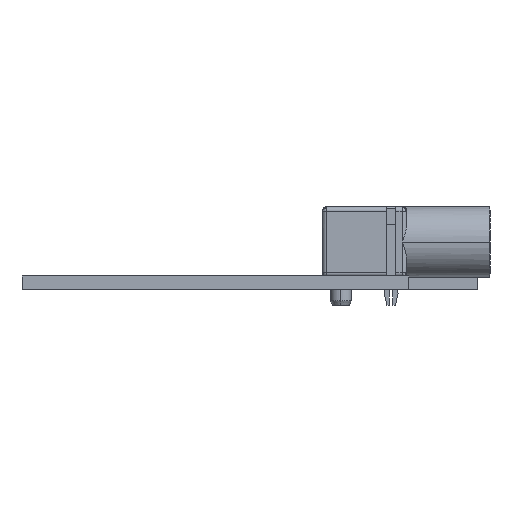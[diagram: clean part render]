
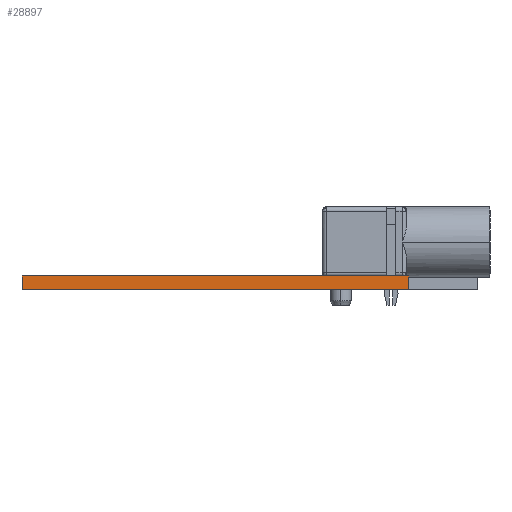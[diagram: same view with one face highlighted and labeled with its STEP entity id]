
A CAD part, left-side view. The second image highlights one B-rep face of the part: STEP entity #28897.
In plain terms, the highlighted planar face has unit normal (-1, 0, 0).
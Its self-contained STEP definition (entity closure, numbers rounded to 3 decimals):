
#27836 = VERTEX_POINT('',#27837);
#27837 = CARTESIAN_POINT('',(85.68,-100.,0.));
#27843 = EDGE_CURVE('',#27836,#27844,#27846,.T.);
#27844 = VERTEX_POINT('',#27845);
#27845 = CARTESIAN_POINT('',(85.68,-55.,0.));
#27846 = LINE('',#27847,#27848);
#27847 = CARTESIAN_POINT('',(85.68,-100.,0.));
#27848 = VECTOR('',#27849,1.);
#27849 = DIRECTION('',(0.,1.,0.));
#28357 = VERTEX_POINT('',#28358);
#28358 = CARTESIAN_POINT('',(85.68,-100.,1.6));
#28364 = EDGE_CURVE('',#28357,#28365,#28367,.T.);
#28365 = VERTEX_POINT('',#28366);
#28366 = CARTESIAN_POINT('',(85.68,-55.,1.6));
#28367 = LINE('',#28368,#28369);
#28368 = CARTESIAN_POINT('',(85.68,-100.,1.6));
#28369 = VECTOR('',#28370,1.);
#28370 = DIRECTION('',(0.,1.,0.));
#28867 = EDGE_CURVE('',#27844,#28365,#28868,.T.);
#28868 = LINE('',#28869,#28870);
#28869 = CARTESIAN_POINT('',(85.68,-55.,0.));
#28870 = VECTOR('',#28871,1.);
#28871 = DIRECTION('',(0.,0.,1.));
#28897 = ADVANCED_FACE('',(#28898),#28909,.T.);
#28898 = FACE_BOUND('',#28899,.T.);
#28899 = EDGE_LOOP('',(#28900,#28906,#28907,#28908));
#28900 = ORIENTED_EDGE('',*,*,#28901,.T.);
#28901 = EDGE_CURVE('',#27836,#28357,#28902,.T.);
#28902 = LINE('',#28903,#28904);
#28903 = CARTESIAN_POINT('',(85.68,-100.,0.));
#28904 = VECTOR('',#28905,1.);
#28905 = DIRECTION('',(0.,0.,1.));
#28906 = ORIENTED_EDGE('',*,*,#28364,.T.);
#28907 = ORIENTED_EDGE('',*,*,#28867,.F.);
#28908 = ORIENTED_EDGE('',*,*,#27843,.F.);
#28909 = PLANE('',#28910);
#28910 = AXIS2_PLACEMENT_3D('',#28911,#28912,#28913);
#28911 = CARTESIAN_POINT('',(85.68,-100.,0.));
#28912 = DIRECTION('',(-1.,0.,0.));
#28913 = DIRECTION('',(0.,1.,0.));
